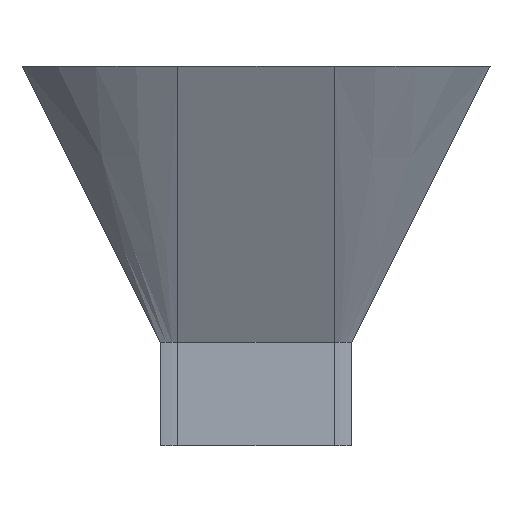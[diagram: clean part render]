
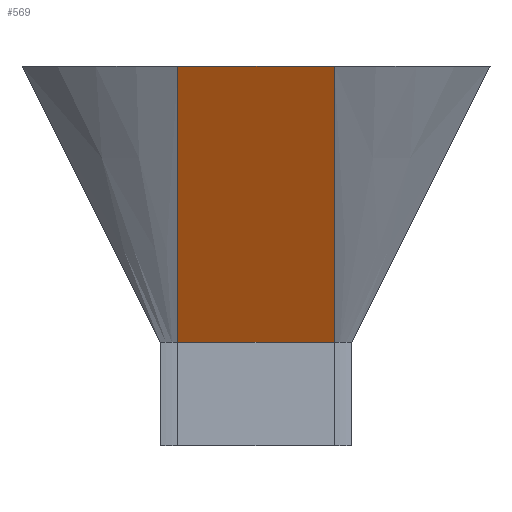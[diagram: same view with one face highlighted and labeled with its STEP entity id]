
A CAD part, left-side view. The second image highlights one B-rep face of the part: STEP entity #569.
In plain terms, the highlighted planar face has unit normal (-0.894, 0, -0.447).
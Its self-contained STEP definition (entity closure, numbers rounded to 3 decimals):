
#45=PLANE('',#624);
#73=FACE_OUTER_BOUND('',#108,.T.);
#108=EDGE_LOOP('',(#471,#472,#473,#474));
#147=LINE('',#3458,#197);
#153=LINE('',#3557,#203);
#154=LINE('',#3560,#204);
#155=LINE('',#3561,#205);
#197=VECTOR('',#694,10.);
#203=VECTOR('',#708,10.);
#204=VECTOR('',#711,10.);
#205=VECTOR('',#712,22.361);
#274=VERTEX_POINT('',#3455);
#275=VERTEX_POINT('',#3457);
#280=VERTEX_POINT('',#3555);
#281=VERTEX_POINT('',#3559);
#340=EDGE_CURVE('',#275,#274,#147,.T.);
#349=EDGE_CURVE('',#280,#275,#153,.T.);
#350=EDGE_CURVE('',#281,#280,#154,.T.);
#351=EDGE_CURVE('',#281,#274,#155,.T.);
#471=ORIENTED_EDGE('',*,*,#350,.T.);
#472=ORIENTED_EDGE('',*,*,#349,.T.);
#473=ORIENTED_EDGE('',*,*,#340,.T.);
#474=ORIENTED_EDGE('',*,*,#351,.F.);
#569=ADVANCED_FACE('',(#73),#45,.F.);
#624=AXIS2_PLACEMENT_3D('',#3558,#709,#710);
#694=DIRECTION('',(0.,1.,0.));
#708=DIRECTION('',(-0.447,0.,0.894));
#709=DIRECTION('center_axis',(0.894,0.,0.447));
#710=DIRECTION('ref_axis',(0.447,0.,-0.894));
#711=DIRECTION('',(0.,-1.,0.));
#712=DIRECTION('',(-0.447,0.,0.894));
#3455=CARTESIAN_POINT('',(-44.3,5.66,20.));
#3457=CARTESIAN_POINT('',(-44.3,-5.66,20.));
#3458=CARTESIAN_POINT('',(-44.3,5.66,20.));
#3555=CARTESIAN_POINT('',(-34.3,-5.659,0.));
#3557=CARTESIAN_POINT('',(-34.3,-5.659,0.));
#3558=CARTESIAN_POINT('Origin',(-34.3,-5.659,0.));
#3559=CARTESIAN_POINT('',(-34.3,5.659,0.));
#3560=CARTESIAN_POINT('',(-34.3,5.659,0.));
#3561=CARTESIAN_POINT('',(-34.3,5.659,0.));
